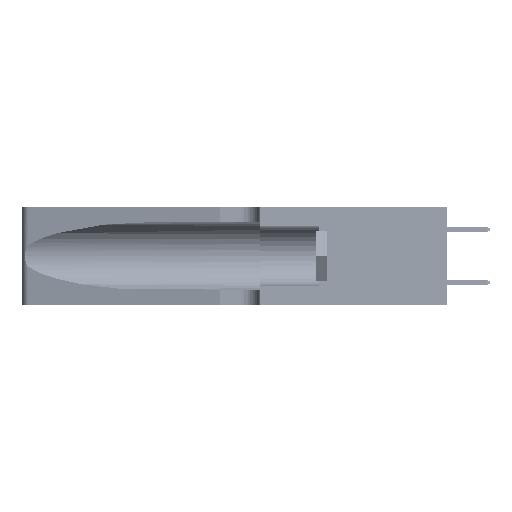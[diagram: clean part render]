
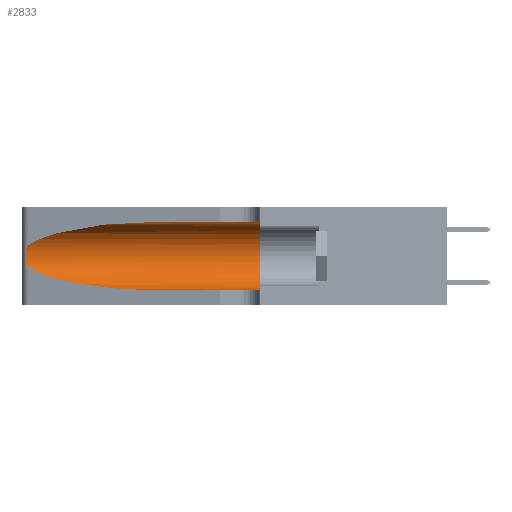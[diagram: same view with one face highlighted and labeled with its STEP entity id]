
A CAD part, left-side view. The second image highlights one B-rep face of the part: STEP entity #2833.
In plain terms, the highlighted cylindrical face has radius 3.308 mm (diameter 6.617 mm), a partial arc.
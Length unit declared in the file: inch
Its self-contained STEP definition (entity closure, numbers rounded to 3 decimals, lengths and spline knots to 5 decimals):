
#1051 = FACE_OUTER_BOUND ( 'NONE', #23761, .T. ) ;
#1217 = CARTESIAN_POINT ( 'NONE',  ( 0.25639, 1.23184, 0.21858 ) ) ;
#1390 = CARTESIAN_POINT ( 'NONE',  ( 0.1305, 0.35, 0.05475 ) ) ;
#1560 = CARTESIAN_POINT ( 'NONE',  ( 0.25854, 1.2359, 0.20912 ) ) ;
#1734 = CARTESIAN_POINT ( 'NONE',  ( 0.25487, 1.22718, 0.14631 ) ) ;
#2320 = VERTEX_POINT ( 'NONE', #49340 ) ;
#2833 = ADVANCED_FACE ( 'NONE', ( #1051 ), #4079, .F. ) ;
#4079 = CYLINDRICAL_SURFACE ( 'NONE', #38525, 0.13025 ) ;
#5526 = VERTEX_POINT ( 'NONE', #20719 ) ;
#7240 = LINE ( 'NONE', #21525, #8501 ) ;
#7386 = CARTESIAN_POINT ( 'NONE',  ( 0.1305, 1.61858, 0.185 ) ) ;
#7547 = VECTOR ( 'NONE', #15677, 39.37008 ) ;
#7968 = CARTESIAN_POINT ( 'NONE',  ( 0.1305, 0.72297, 0.31525 ) ) ;
#8501 = VECTOR ( 'NONE', #40826, 39.37008 ) ;
#8971 = CARTESIAN_POINT ( 'NONE',  ( 0.25555, 1.22993, 0.14849 ) ) ;
#9013 = EDGE_CURVE ( 'NONE', #34921, #39299, #47999, .T. ) ;
#9316 = CARTESIAN_POINT ( 'NONE',  ( 0.26018, 1.23835, 0.19895 ) ) ;
#9477 = CIRCLE ( 'NONE', #26378, 0.13025 ) ;
#11436 = B_SPLINE_CURVE_WITH_KNOTS ( 'NONE', 3,
 ( #25119, #28885, #1217, #32874, #1560, #9316, #33050, #36838, #13273, #48854, #21304, #25290, #8971, #1734 ),
 .UNSPECIFIED., .F., .F.,
 ( 4, 2, 2, 2, 2, 2, 4 ),
 ( 0., 0.00027, 0.00053, 0.00107, 0.0016, 0.00187, 0.00214 ),
 .UNSPECIFIED. ) ;
#13273 = CARTESIAN_POINT ( 'NONE',  ( 0.26017, 1.23833, 0.17102 ) ) ;
#13885 = CARTESIAN_POINT ( 'NONE',  ( 0.1305, 0.72297, 0.05475 ) ) ;
#13942 = ORIENTED_EDGE ( 'NONE', *, *, #24120, .F. ) ;
#15119 = CARTESIAN_POINT ( 'NONE',  ( 0.1305, 0.72297, 0.31525 ) ) ;
#15677 = DIRECTION ( 'NONE',  ( 0., -1., 0. ) ) ;
#15698 = VERTEX_POINT ( 'NONE', #1390 ) ;
#17192 = EDGE_CURVE ( 'NONE', #47593, #5526, #7240, .T. ) ;
#18545 = CARTESIAN_POINT ( 'NONE',  ( 0.1305, 0.72297, 0.05475 ) ) ;
#19901 = CARTESIAN_POINT ( 'NONE',  ( 0.25487, 1.22718, 0.22369 ) ) ;
#20719 = CARTESIAN_POINT ( 'NONE',  ( 0.1305, 0.35, 0.31525 ) ) ;
#21304 = CARTESIAN_POINT ( 'NONE',  ( 0.25789, 1.23486, 0.15765 ) ) ;
#21525 = CARTESIAN_POINT ( 'NONE',  ( 0.1305, 1.61858, 0.31525 ) ) ;
#21592 = CARTESIAN_POINT ( 'NONE',  ( 0.25487, 1.22718, 0.14631 ) ) ;
#22733 = ORIENTED_EDGE ( 'NONE', *, *, #24517, .T. ) ;
#23531 = LINE ( 'NONE', #43007, #7547 ) ;
#23761 = EDGE_LOOP ( 'NONE', ( #30848, #25491, #33111, #22733, #13942, #26110 ) ) ;
#24118 = CARTESIAN_POINT ( 'NONE',  ( 0.25487, 1.22718, 0.14631 ) ) ;
#24120 = EDGE_CURVE ( 'NONE', #5526, #15698, #9477, .T. ) ;
#24517 = EDGE_CURVE ( 'NONE', #39299, #15698, #23531, .T. ) ;
#25119 = CARTESIAN_POINT ( 'NONE',  ( 0.25487, 1.22718, 0.22369 ) ) ;
#25290 = CARTESIAN_POINT ( 'NONE',  ( 0.25639, 1.23186, 0.15144 ) ) ;
#25491 = ORIENTED_EDGE ( 'NONE', *, *, #26871, .T. ) ;
#26110 = ORIENTED_EDGE ( 'NONE', *, *, #17192, .F. ) ;
#26378 = AXIS2_PLACEMENT_3D ( 'NONE', #39811, #32238, #35682 ) ;
#26871 = EDGE_CURVE ( 'NONE', #2320, #34921, #11436, .T. ) ;
#28885 = CARTESIAN_POINT ( 'NONE',  ( 0.25555, 1.22994, 0.2215 ) ) ;
#30617 = DIRECTION ( 'NONE',  ( 0., 0., -1. ) ) ;
#30848 = ORIENTED_EDGE ( 'NONE', *, *, #37569, .T. ) ;
#32238 = DIRECTION ( 'NONE',  ( 0., 1., 0. ) ) ;
#32874 = CARTESIAN_POINT ( 'NONE',  ( 0.25787, 1.23484, 0.2124 ) ) ;
#32893 =( BOUNDED_CURVE ( )  B_SPLINE_CURVE ( 3, ( #15119, #35954, #35603, #19901 ),
 .UNSPECIFIED., .F., .F. ) 
 B_SPLINE_CURVE_WITH_KNOTS ( ( 4, 4 ),
 ( 1.5708, 2.84003 ),
 .UNSPECIFIED. ) 
 CURVE ( )  GEOMETRIC_REPRESENTATION_ITEM ( )  RATIONAL_B_SPLINE_CURVE ( ( 1., 0.87, 0.87, 1. ) ) 
 REPRESENTATION_ITEM ( '' )  );
#33050 = CARTESIAN_POINT ( 'NONE',  ( 0.26075, 1.23896, 0.19203 ) ) ;
#33111 = ORIENTED_EDGE ( 'NONE', *, *, #9013, .T. ) ;
#34921 = VERTEX_POINT ( 'NONE', #24118 ) ;
#34931 = DIRECTION ( 'NONE',  ( 0., -1., 0. ) ) ;
#35603 = CARTESIAN_POINT ( 'NONE',  ( 0.2373, 1.15595, 0.28018 ) ) ;
#35682 = DIRECTION ( 'NONE',  ( 0., 0., 1. ) ) ;
#35954 = CARTESIAN_POINT ( 'NONE',  ( 0.18966, 0.96281, 0.31525 ) ) ;
#36838 = CARTESIAN_POINT ( 'NONE',  ( 0.26075, 1.23896, 0.178 ) ) ;
#37569 = EDGE_CURVE ( 'NONE', #47593, #2320, #32893, .T. ) ;
#38525 = AXIS2_PLACEMENT_3D ( 'NONE', #7386, #34931, #30617 ) ;
#39299 = VERTEX_POINT ( 'NONE', #18545 ) ;
#39811 = CARTESIAN_POINT ( 'NONE',  ( 0.1305, 0.35, 0.185 ) ) ;
#40826 = DIRECTION ( 'NONE',  ( 0., -1., 0. ) ) ;
#43007 = CARTESIAN_POINT ( 'NONE',  ( 0.1305, 1.61858, 0.05475 ) ) ;
#47593 = VERTEX_POINT ( 'NONE', #7968 ) ;
#47999 =( BOUNDED_CURVE ( )  B_SPLINE_CURVE ( 3, ( #21592, #48636, #49309, #13885 ),
 .UNSPECIFIED., .F., .T. ) 
 B_SPLINE_CURVE_WITH_KNOTS ( ( 4, 4 ),
 ( 3.44316, 4.71239 ),
 .UNSPECIFIED. ) 
 CURVE ( )  GEOMETRIC_REPRESENTATION_ITEM ( )  RATIONAL_B_SPLINE_CURVE ( ( 1., 0.87, 0.87, 1. ) ) 
 REPRESENTATION_ITEM ( '' )  );
#48636 = CARTESIAN_POINT ( 'NONE',  ( 0.2373, 1.15595, 0.08982 ) ) ;
#48854 = CARTESIAN_POINT ( 'NONE',  ( 0.25856, 1.23593, 0.16098 ) ) ;
#49309 = CARTESIAN_POINT ( 'NONE',  ( 0.18966, 0.96281, 0.05475 ) ) ;
#49340 = CARTESIAN_POINT ( 'NONE',  ( 0.25487, 1.22718, 0.22369 ) ) ;
